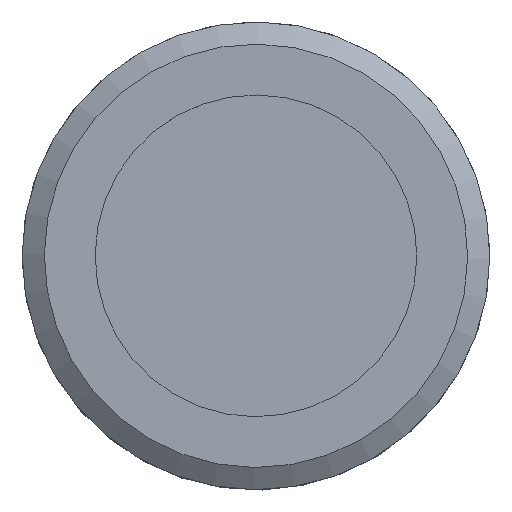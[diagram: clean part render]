
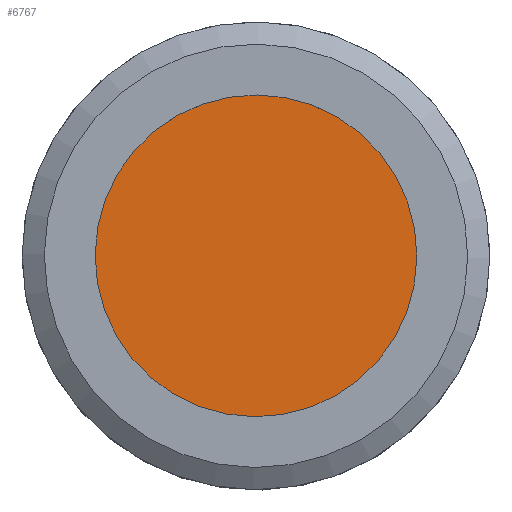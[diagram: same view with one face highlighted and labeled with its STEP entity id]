
A CAD part, top view. The second image highlights one B-rep face of the part: STEP entity #6767.
In plain terms, the highlighted planar face has unit normal (0, 0, 1).
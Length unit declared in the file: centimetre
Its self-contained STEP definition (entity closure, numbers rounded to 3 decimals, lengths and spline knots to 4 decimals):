
#353=CIRCLE('',#7224,1.197);
#841=FACE_OUTER_BOUND('',#1281,.T.);
#1281=EDGE_LOOP('',(#5709));
#3143=VERTEX_POINT('',#11290);
#4014=EDGE_CURVE('',#3143,#3143,#353,.T.);
#5709=ORIENTED_EDGE('',*,*,#4014,.F.);
#6408=PLANE('',#7250);
#6767=ADVANCED_FACE('',(#841),#6408,.F.);
#7224=AXIS2_PLACEMENT_3D('',#11291,#8527,#8528);
#7250=AXIS2_PLACEMENT_3D('',#11336,#8586,#8587);
#8527=DIRECTION('center_axis',(0.,0.,
-1.));
#8528=DIRECTION('ref_axis',(0.986,0.166,0.));
#8586=DIRECTION('center_axis',(0.,0.,
-1.));
#8587=DIRECTION('ref_axis',(-0.792,-0.61,0.));
#11290=CARTESIAN_POINT('',(-1.1805,-0.1982,3.6015));
#11291=CARTESIAN_POINT('Origin',(0.,0.,
3.6015));
#11336=CARTESIAN_POINT('Origin',(0.,0.,
3.6015));
